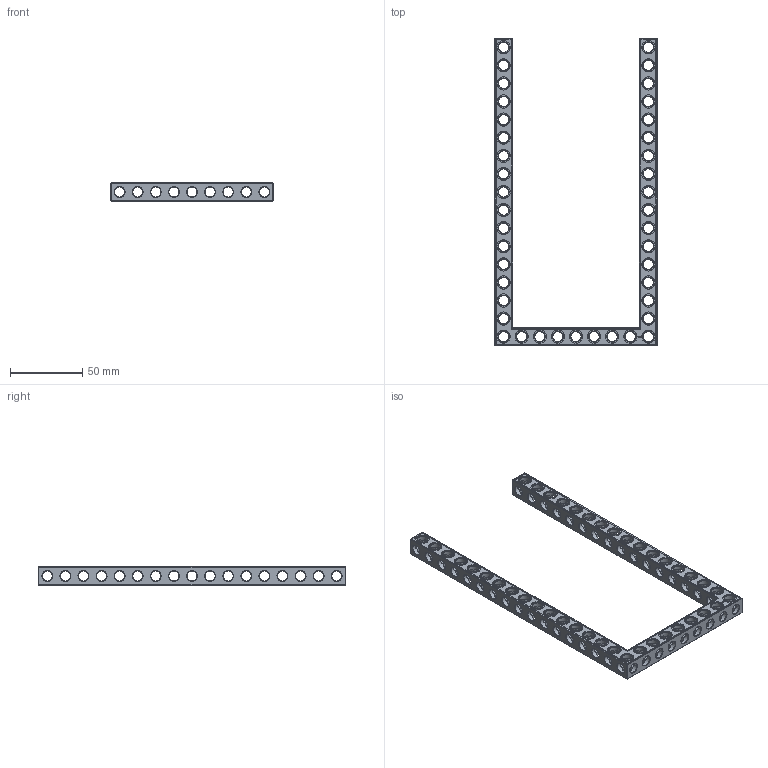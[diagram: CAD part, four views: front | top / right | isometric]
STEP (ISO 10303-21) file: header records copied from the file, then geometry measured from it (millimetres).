
FILE_DESCRIPTION(('FreeCAD Model'),'2;1');
FILE_NAME('Open CASCADE Shape Model','2022-02-25T10:51:58',('Author'),( ''),'Open CASCADE STEP processor 7.5','FreeCAD','Unknown');
FILE_SCHEMA(('AUTOMOTIVE_DESIGN { 1 0 10303 214 1 1 1 1 }'));
Products named in the file (1): Beam AGD ESS USH SYM BU09x17x01 - SPN-BEM-0438 (stemfie.org)
Bounding box: 112.5 x 212.5 x 12.5 mm (x, y, z)
Volume: 40069.6 mm3; surface area: 35756.3 mm2
Topology: 1 solids, 1 shells, 1006 faces, 3067 edges, 1975 vertices
Faces by surface type: plane 423, cylinder 247, extrusion 170, cone 166
Full cylindrical faces by diameter (mm): 6.98 x36, 7 x170, 9.2 x41
Entity records: 242307 total; most frequent: CARTESIAN_POINT 185401, DIRECTION 9109, ORIENTED_EDGE 6134, PCURVE 6134, DEFINITIONAL_REPRESENTATION 6134, VECTOR 5678, LINE 5508, EDGE_CURVE 3067
